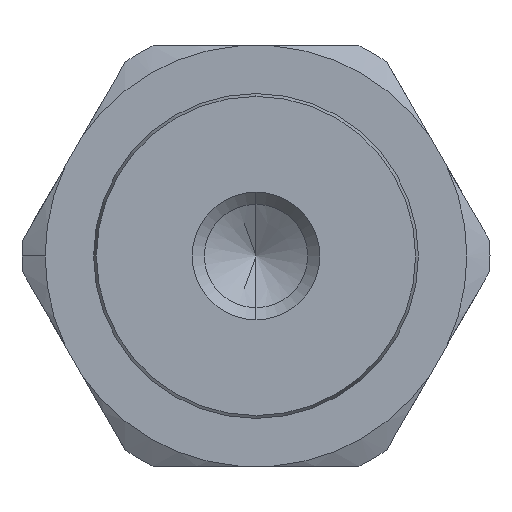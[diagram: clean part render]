
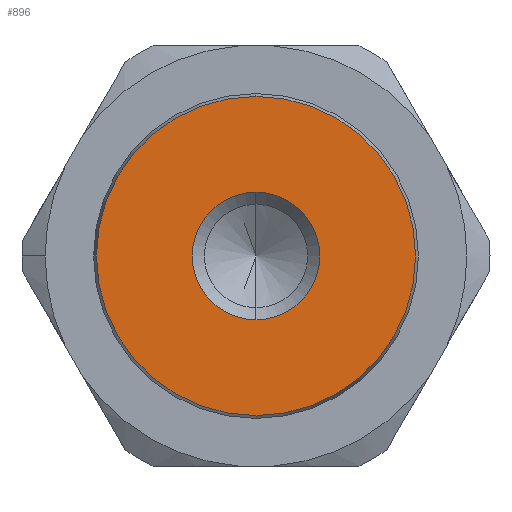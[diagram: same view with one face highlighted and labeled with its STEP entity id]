
A CAD part, front view. The second image highlights one B-rep face of the part: STEP entity #896.
In plain terms, the highlighted planar face has unit normal (0, -1, 0).
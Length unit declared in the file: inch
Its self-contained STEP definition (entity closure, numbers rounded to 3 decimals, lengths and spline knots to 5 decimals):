
#378 = AXIS2_PLACEMENT_3D ( 'NONE', #5110, #7556, #2719 ) ;
#497 = ORIENTED_EDGE ( 'NONE', *, *, #4014, .T. ) ;
#508 = AXIS2_PLACEMENT_3D ( 'NONE', #665, #2451, #3633 ) ;
#665 = CARTESIAN_POINT ( 'NONE',  ( 0., 0., 0. ) ) ;
#896 = ADVANCED_FACE ( 'NONE', ( #5982, #2908 ), #3401, .T. ) ;
#905 = DIRECTION ( 'NONE',  ( 0., 1., 0. ) ) ;
#1160 = CARTESIAN_POINT ( 'NONE',  ( 0., 0., -0.32891 ) ) ;
#1593 = EDGE_LOOP ( 'NONE', ( #5075, #4807 ) ) ;
#2110 = CARTESIAN_POINT ( 'NONE',  ( 0., 0., -0.1315 ) ) ;
#2219 = EDGE_LOOP ( 'NONE', ( #497, #7289 ) ) ;
#2245 = DIRECTION ( 'NONE',  ( 0., 0., 1. ) ) ;
#2299 = DIRECTION ( 'NONE',  ( 0., -1., 0. ) ) ;
#2451 = DIRECTION ( 'NONE',  ( 0., 1., 0. ) ) ;
#2719 = DIRECTION ( 'NONE',  ( 0., 0., 1. ) ) ;
#2807 = CARTESIAN_POINT ( 'NONE',  ( 0., 0., 0. ) ) ;
#2908 = FACE_BOUND ( 'NONE', #2219, .T. ) ;
#2916 = DIRECTION ( 'NONE',  ( 0., 1., 0. ) ) ;
#3401 = PLANE ( 'NONE',  #7243 ) ;
#3431 = EDGE_CURVE ( 'NONE', #5583, #5502, #4114, .T. ) ;
#3495 = CARTESIAN_POINT ( 'NONE',  ( 0., 0., 0. ) ) ;
#3575 = VERTEX_POINT ( 'NONE', #2110 ) ;
#3633 = DIRECTION ( 'NONE',  ( 0., 0., -1. ) ) ;
#4014 = EDGE_CURVE ( 'NONE', #3575, #4200, #6984, .T. ) ;
#4114 = CIRCLE ( 'NONE', #5271, 0.32891 ) ;
#4200 = VERTEX_POINT ( 'NONE', #5912 ) ;
#4217 = EDGE_CURVE ( 'NONE', #5502, #5583, #7252, .T. ) ;
#4789 = DIRECTION ( 'NONE',  ( 0., 0., -1. ) ) ;
#4807 = ORIENTED_EDGE ( 'NONE', *, *, #4217, .F. ) ;
#5065 = CARTESIAN_POINT ( 'NONE',  ( 0., 0., 0.32891 ) ) ;
#5075 = ORIENTED_EDGE ( 'NONE', *, *, #3431, .F. ) ;
#5110 = CARTESIAN_POINT ( 'NONE',  ( 0., 0., 0. ) ) ;
#5271 = AXIS2_PLACEMENT_3D ( 'NONE', #2807, #905, #2245 ) ;
#5502 = VERTEX_POINT ( 'NONE', #1160 ) ;
#5583 = VERTEX_POINT ( 'NONE', #5065 ) ;
#5608 = EDGE_CURVE ( 'NONE', #4200, #3575, #6321, .T. ) ;
#5912 = CARTESIAN_POINT ( 'NONE',  ( 0., 0., 0.1315 ) ) ;
#5982 = FACE_OUTER_BOUND ( 'NONE', #1593, .T. ) ;
#6321 = CIRCLE ( 'NONE', #6971, 0.1315 ) ;
#6609 = DIRECTION ( 'NONE',  ( 0., 0., -1. ) ) ;
#6971 = AXIS2_PLACEMENT_3D ( 'NONE', #3495, #2916, #6609 ) ;
#6984 = CIRCLE ( 'NONE', #508, 0.1315 ) ;
#7243 = AXIS2_PLACEMENT_3D ( 'NONE', #7859, #2299, #4789 ) ;
#7252 = CIRCLE ( 'NONE', #378, 0.32891 ) ;
#7289 = ORIENTED_EDGE ( 'NONE', *, *, #5608, .T. ) ;
#7556 = DIRECTION ( 'NONE',  ( 0., 1., 0. ) ) ;
#7859 = CARTESIAN_POINT ( 'NONE',  ( 0.32891, 0., 0. ) ) ;
